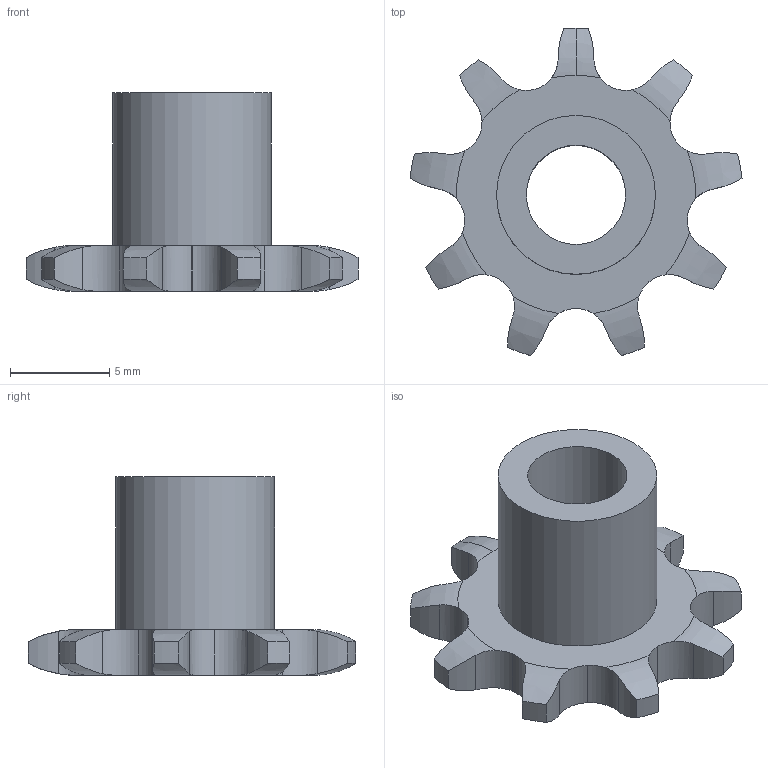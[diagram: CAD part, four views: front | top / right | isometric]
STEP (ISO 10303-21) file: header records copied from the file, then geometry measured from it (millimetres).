
FILE_DESCRIPTION(('FreeCAD Model'),'2;1');
FILE_NAME('Open CASCADE Shape Model','2021-02-24T18:52:59',('Author'),( ''),'Open CASCADE STEP processor 7.4','FreeCAD','Unknown');
FILE_SCHEMA(('AUTOMOTIVE_DESIGN { 1 0 10303 214 1 1 1 1 }'));
Length unit declared in the file: millimetre
Products named in the file (1): Hole
Bounding box: 16.72 x 16.48 x 10 mm (x, y, z)
Volume: 519.3 mm3; surface area: 750.6 mm2
Topology: 1 solids, 1 shells, 88 faces, 255 edges, 170 vertices
Faces by surface type: cylinder 47, plane 21, revolution 20
Full cylindrical faces by diameter (mm): 5 x1, 8 x1
Entity records: 8142 total; most frequent: CARTESIAN_POINT 3402, DIRECTION 781, ORIENTED_EDGE 510, PCURVE 510, DEFINITIONAL_REPRESENTATION 510, LINE 389, VECTOR 389, EDGE_CURVE 255
